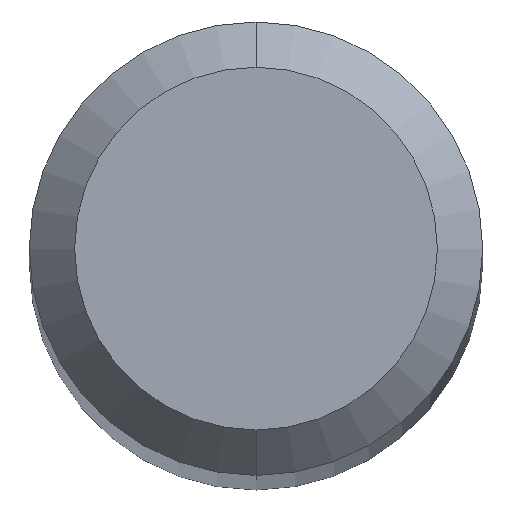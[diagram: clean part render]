
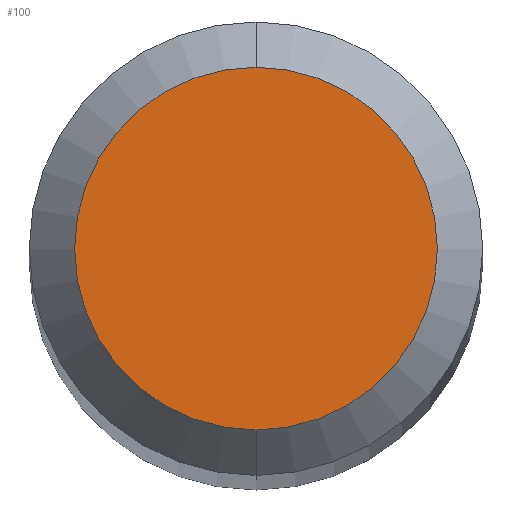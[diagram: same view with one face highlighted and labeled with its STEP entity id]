
A CAD part, top view. The second image highlights one B-rep face of the part: STEP entity #100.
In plain terms, the highlighted planar face has unit normal (0, 0, 1).
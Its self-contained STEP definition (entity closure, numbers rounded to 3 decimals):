
#11 = DIRECTION ( 'NONE',  ( 0., 0., 1. ) ) ;
#33 = CARTESIAN_POINT ( 'NONE',  ( 0., -1.991, 0. ) ) ;
#34 = EDGE_CURVE ( 'NONE', #40, #119, #179, .T. ) ;
#37 = EDGE_LOOP ( 'NONE', ( #126, #71 ) ) ;
#40 = VERTEX_POINT ( 'NONE', #33 ) ;
#42 = EDGE_CURVE ( 'NONE', #119, #40, #58, .T. ) ;
#57 = CARTESIAN_POINT ( 'NONE',  ( 0., 1.991, 0. ) ) ;
#58 = CIRCLE ( 'NONE', #74, 1.991 ) ;
#71 = ORIENTED_EDGE ( 'NONE', *, *, #34, .T. ) ;
#74 = AXIS2_PLACEMENT_3D ( 'NONE', #80, #190, #148 ) ;
#79 = DIRECTION ( 'NONE',  ( 0., 0., -1. ) ) ;
#80 = CARTESIAN_POINT ( 'NONE',  ( 0., 0., 0. ) ) ;
#94 = CARTESIAN_POINT ( 'NONE',  ( 0., 2.489, 0. ) ) ;
#100 = ADVANCED_FACE ( 'NONE', ( #110 ), #106, .F. ) ;
#106 = PLANE ( 'NONE',  #164 ) ;
#110 = FACE_OUTER_BOUND ( 'NONE', #37, .T. ) ;
#117 = DIRECTION ( 'NONE',  ( 0., 1., 0. ) ) ;
#118 = CARTESIAN_POINT ( 'NONE',  ( 0., 0., 0. ) ) ;
#119 = VERTEX_POINT ( 'NONE', #57 ) ;
#126 = ORIENTED_EDGE ( 'NONE', *, *, #42, .T. ) ;
#148 = DIRECTION ( 'NONE',  ( 0., 1., 0. ) ) ;
#164 = AXIS2_PLACEMENT_3D ( 'NONE', #94, #79, #184 ) ;
#179 = CIRCLE ( 'NONE', #189, 1.991 ) ;
#184 = DIRECTION ( 'NONE',  ( 0., 1., 0. ) ) ;
#189 = AXIS2_PLACEMENT_3D ( 'NONE', #118, #11, #117 ) ;
#190 = DIRECTION ( 'NONE',  ( 0., 0., 1. ) ) ;
